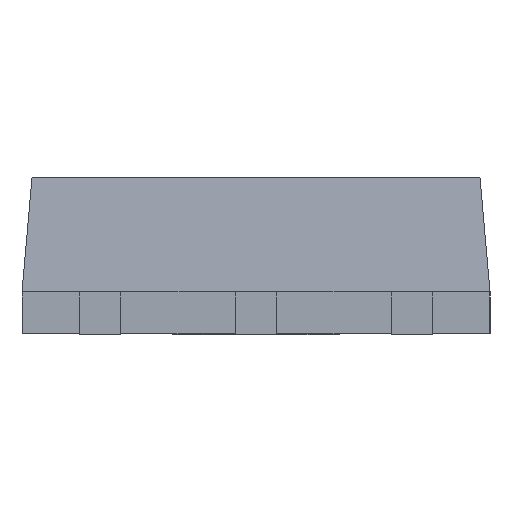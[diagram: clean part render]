
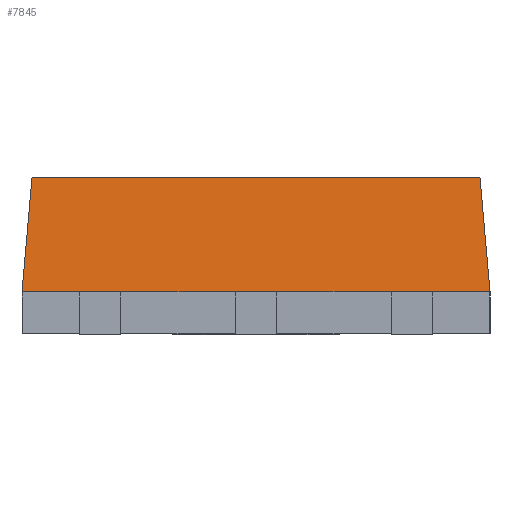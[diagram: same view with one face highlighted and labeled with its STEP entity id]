
A CAD part, front view. The second image highlights one B-rep face of the part: STEP entity #7845.
In plain terms, the highlighted planar face has unit normal (0, -0.996, 0.087).
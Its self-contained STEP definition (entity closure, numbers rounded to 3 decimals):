
#215 = VERTEX_POINT ( 'NONE', #4911 ) ;
#473 = DIRECTION ( 'NONE',  ( 1., 0., 0. ) ) ;
#816 = CARTESIAN_POINT ( 'NONE',  ( 2.154, -1.154, 1.5 ) ) ;
#1090 = VECTOR ( 'NONE', #16086, 1000. ) ;
#1094 = VERTEX_POINT ( 'NONE', #14207 ) ;
#1310 = ORIENTED_EDGE ( 'NONE', *, *, #11237, .F. ) ;
#1519 = LINE ( 'NONE', #9085, #5389 ) ;
#1540 = LINE ( 'NONE', #5599, #13330 ) ;
#1807 = VECTOR ( 'NONE', #473, 1000. ) ;
#2029 = FACE_OUTER_BOUND ( 'NONE', #4778, .T. ) ;
#2088 = VERTEX_POINT ( 'NONE', #6325 ) ;
#2168 = EDGE_CURVE ( 'NONE', #2678, #8221, #13242, .T. ) ;
#2613 = VECTOR ( 'NONE', #8289, 1000. ) ;
#2678 = VERTEX_POINT ( 'NONE', #15582 ) ;
#2754 = LINE ( 'NONE', #10365, #4809 ) ;
#3131 = ORIENTED_EDGE ( 'NONE', *, *, #7305, .T. ) ;
#3194 = CARTESIAN_POINT ( 'NONE',  ( -2.25, -1.25, 0.4 ) ) ;
#3651 = CARTESIAN_POINT ( 'NONE',  ( 2.25, -1.25, 0.4 ) ) ;
#3877 = VERTEX_POINT ( 'NONE', #5285 ) ;
#3891 = ORIENTED_EDGE ( 'NONE', *, *, #5825, .F. ) ;
#4042 = VECTOR ( 'NONE', #14119, 1000. ) ;
#4190 = VECTOR ( 'NONE', #8026, 1000. ) ;
#4293 = LINE ( 'NONE', #9861, #2613 ) ;
#4375 = ORIENTED_EDGE ( 'NONE', *, *, #4655, .T. ) ;
#4655 = EDGE_CURVE ( 'NONE', #215, #7462, #6138, .T. ) ;
#4778 = EDGE_LOOP ( 'NONE', ( #11690, #8971, #12728, #7596, #7979, #4375, #11881, #3891, #1310, #3131 ) ) ;
#4809 = VECTOR ( 'NONE', #7815, 1000. ) ;
#4911 = CARTESIAN_POINT ( 'NONE',  ( 1.3, -1.25, 0.4 ) ) ;
#5193 = EDGE_CURVE ( 'NONE', #6766, #2088, #4293, .T. ) ;
#5285 = CARTESIAN_POINT ( 'NONE',  ( -2.154, -1.154, 1.5 ) ) ;
#5389 = VECTOR ( 'NONE', #13363, 1000. ) ;
#5496 = EDGE_CURVE ( 'NONE', #7462, #1094, #14092, .T. ) ;
#5599 = CARTESIAN_POINT ( 'NONE',  ( -2.25, -1.25, 0.4 ) ) ;
#5825 = EDGE_CURVE ( 'NONE', #12123, #1094, #9972, .T. ) ;
#6033 = DIRECTION ( 'NONE',  ( 1., 0., 0. ) ) ;
#6138 = LINE ( 'NONE', #11194, #1090 ) ;
#6325 = CARTESIAN_POINT ( 'NONE',  ( -1.7, -1.25, 0.4 ) ) ;
#6766 = VERTEX_POINT ( 'NONE', #13143 ) ;
#7007 = PLANE ( 'NONE',  #15464 ) ;
#7305 = EDGE_CURVE ( 'NONE', #3877, #6766, #1540, .T. ) ;
#7462 = VERTEX_POINT ( 'NONE', #12439 ) ;
#7596 = ORIENTED_EDGE ( 'NONE', *, *, #2168, .T. ) ;
#7815 = DIRECTION ( 'NONE',  ( 1., 0., 0. ) ) ;
#7845 = ADVANCED_FACE ( 'NONE', ( #2029 ), #7007, .T. ) ;
#7979 = ORIENTED_EDGE ( 'NONE', *, *, #13658, .T. ) ;
#8026 = DIRECTION ( 'NONE',  ( 1., 0., 0. ) ) ;
#8221 = VERTEX_POINT ( 'NONE', #8979 ) ;
#8289 = DIRECTION ( 'NONE',  ( 1., 0., 0. ) ) ;
#8899 = LINE ( 'NONE', #13955, #4042 ) ;
#8971 = ORIENTED_EDGE ( 'NONE', *, *, #11293, .T. ) ;
#8979 = CARTESIAN_POINT ( 'NONE',  ( 0.2, -1.25, 0.4 ) ) ;
#9085 = CARTESIAN_POINT ( 'NONE',  ( -2.25, -1.25, 0.4 ) ) ;
#9671 = DIRECTION ( 'NONE',  ( 0., -0.087, -0.996 ) ) ;
#9861 = CARTESIAN_POINT ( 'NONE',  ( -2.25, -1.25, 0.4 ) ) ;
#9972 = LINE ( 'NONE', #3651, #12253 ) ;
#10365 = CARTESIAN_POINT ( 'NONE',  ( -2.25, -1.25, 0.4 ) ) ;
#10516 = EDGE_CURVE ( 'NONE', #16396, #2678, #13848, .T. ) ;
#10637 = VECTOR ( 'NONE', #6033, 1000. ) ;
#11009 = CARTESIAN_POINT ( 'NONE',  ( -2.25, -1.25, 0.4 ) ) ;
#11194 = CARTESIAN_POINT ( 'NONE',  ( -2.25, -1.25, 0.4 ) ) ;
#11237 = EDGE_CURVE ( 'NONE', #3877, #12123, #8899, .T. ) ;
#11293 = EDGE_CURVE ( 'NONE', #2088, #16396, #2754, .T. ) ;
#11690 = ORIENTED_EDGE ( 'NONE', *, *, #5193, .T. ) ;
#11881 = ORIENTED_EDGE ( 'NONE', *, *, #5496, .T. ) ;
#11893 = CARTESIAN_POINT ( 'NONE',  ( -2.25, -1.25, 0.4 ) ) ;
#12123 = VERTEX_POINT ( 'NONE', #816 ) ;
#12253 = VECTOR ( 'NONE', #15914, 1000. ) ;
#12439 = CARTESIAN_POINT ( 'NONE',  ( 1.7, -1.25, 0.4 ) ) ;
#12546 = CARTESIAN_POINT ( 'NONE',  ( -1.3, -1.25, 0.4 ) ) ;
#12728 = ORIENTED_EDGE ( 'NONE', *, *, #10516, .T. ) ;
#13143 = CARTESIAN_POINT ( 'NONE',  ( -2.25, -1.25, 0.4 ) ) ;
#13242 = LINE ( 'NONE', #11893, #4190 ) ;
#13330 = VECTOR ( 'NONE', #14250, 1000. ) ;
#13363 = DIRECTION ( 'NONE',  ( 1., 0., 0. ) ) ;
#13658 = EDGE_CURVE ( 'NONE', #8221, #215, #1519, .T. ) ;
#13848 = LINE ( 'NONE', #11009, #10637 ) ;
#13955 = CARTESIAN_POINT ( 'NONE',  ( -2.25, -1.154, 1.5 ) ) ;
#14092 = LINE ( 'NONE', #14187, #1807 ) ;
#14119 = DIRECTION ( 'NONE',  ( 1., 0., 0. ) ) ;
#14187 = CARTESIAN_POINT ( 'NONE',  ( -2.25, -1.25, 0.4 ) ) ;
#14207 = CARTESIAN_POINT ( 'NONE',  ( 2.25, -1.25, 0.4 ) ) ;
#14250 = DIRECTION ( 'NONE',  ( -0.087, -0.087, -0.992 ) ) ;
#15464 = AXIS2_PLACEMENT_3D ( 'NONE', #3194, #15775, #9671 ) ;
#15582 = CARTESIAN_POINT ( 'NONE',  ( -0.2, -1.25, 0.4 ) ) ;
#15775 = DIRECTION ( 'NONE',  ( 0., -0.996, 0.087 ) ) ;
#15914 = DIRECTION ( 'NONE',  ( 0.087, -0.087, -0.992 ) ) ;
#16086 = DIRECTION ( 'NONE',  ( 1., 0., 0. ) ) ;
#16396 = VERTEX_POINT ( 'NONE', #12546 ) ;
